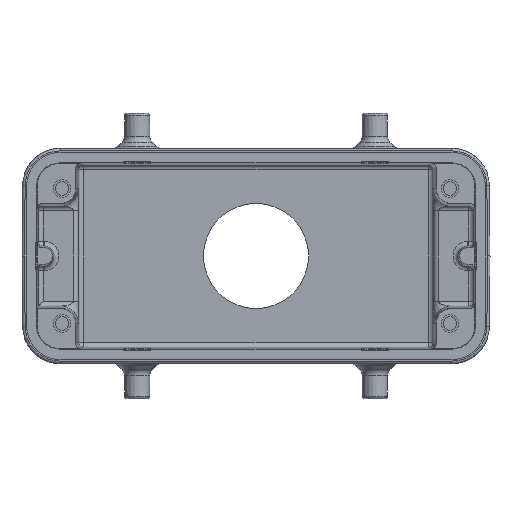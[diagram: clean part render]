
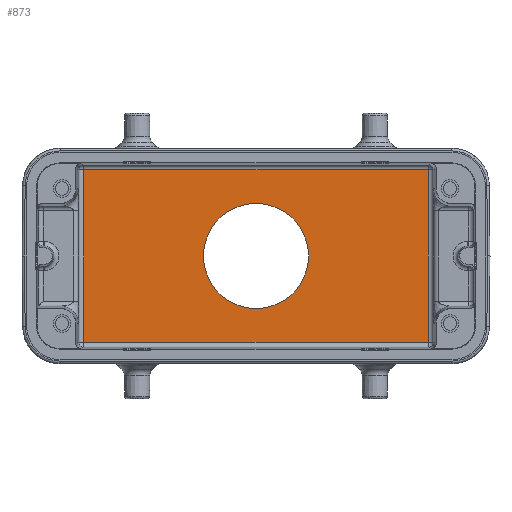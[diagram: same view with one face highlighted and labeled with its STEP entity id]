
A CAD part, front view. The second image highlights one B-rep face of the part: STEP entity #873.
In plain terms, the highlighted planar face has unit normal (0, -1, 0).
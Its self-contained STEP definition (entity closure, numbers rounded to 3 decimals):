
#873=ADVANCED_FACE('',(#1462,#1463),#1131,.F.);
#1131=PLANE('',#6388);
#1262=CIRCLE('',#6215,10.5);
#1462=FACE_BOUND('',#1732,.T.);
#1463=FACE_BOUND('',#1733,.T.);
#1732=EDGE_LOOP('',(#2793));
#1733=EDGE_LOOP('',(#2794,#2795,#2796,#2797));
#2793=ORIENTED_EDGE('',*,*,#4371,.F.);
#2794=ORIENTED_EDGE('',*,*,#4595,.T.);
#2795=ORIENTED_EDGE('',*,*,#4488,.T.);
#2796=ORIENTED_EDGE('',*,*,#4590,.T.);
#2797=ORIENTED_EDGE('',*,*,#4593,.T.);
#3778=VERTEX_POINT('',#8812);
#3859=VERTEX_POINT('',#9500);
#3861=VERTEX_POINT('',#9506);
#3919=VERTEX_POINT('',#10159);
#3921=VERTEX_POINT('',#10166);
#4371=EDGE_CURVE('',#3778,#3778,#1262,.T.);
#4488=EDGE_CURVE('',#3859,#3861,#5202,.T.);
#4590=EDGE_CURVE('',#3861,#3919,#5261,.T.);
#4593=EDGE_CURVE('',#3919,#3921,#5262,.T.);
#4595=EDGE_CURVE('',#3921,#3859,#5264,.T.);
#5202=LINE('',#9507,#5761);
#5261=LINE('',#10160,#5820);
#5262=LINE('',#10167,#5821);
#5264=LINE('',#10170,#5823);
#5761=VECTOR('',#7339,1.);
#5820=VECTOR('',#7556,1.);
#5821=VECTOR('',#7565,1.);
#5823=VECTOR('',#7569,1.);
#6215=AXIS2_PLACEMENT_3D('',#8811,#7095,#7096);
#6388=AXIS2_PLACEMENT_3D('',#10171,#7570,#7571);
#7095=DIRECTION('',(0.,-1.,0.));
#7096=DIRECTION('',(1.,0.,0.));
#7339=DIRECTION('',(1.,0.,0.));
#7556=DIRECTION('',(0.,0.,1.));
#7565=DIRECTION('',(-1.,0.,0.));
#7569=DIRECTION('',(0.,0.,-1.));
#7570=DIRECTION('',(0.,1.,0.));
#7571=DIRECTION('',(1.,0.,0.));
#8811=CARTESIAN_POINT('',(0.,43.,0.));
#8812=CARTESIAN_POINT('',(10.5,43.,0.));
#9500=CARTESIAN_POINT('',(-34.445,43.,-17.222));
#9506=CARTESIAN_POINT('',(34.445,43.,-17.222));
#9507=CARTESIAN_POINT('',(-34.445,43.,-17.222));
#10159=CARTESIAN_POINT('',(34.445,43.,17.222));
#10160=CARTESIAN_POINT('',(34.445,43.,-17.222));
#10166=CARTESIAN_POINT('',(-34.445,43.,17.222));
#10167=CARTESIAN_POINT('',(34.445,43.,17.222));
#10170=CARTESIAN_POINT('',(-34.445,43.,17.222));
#10171=CARTESIAN_POINT('',(45.5,43.,-21.5));
